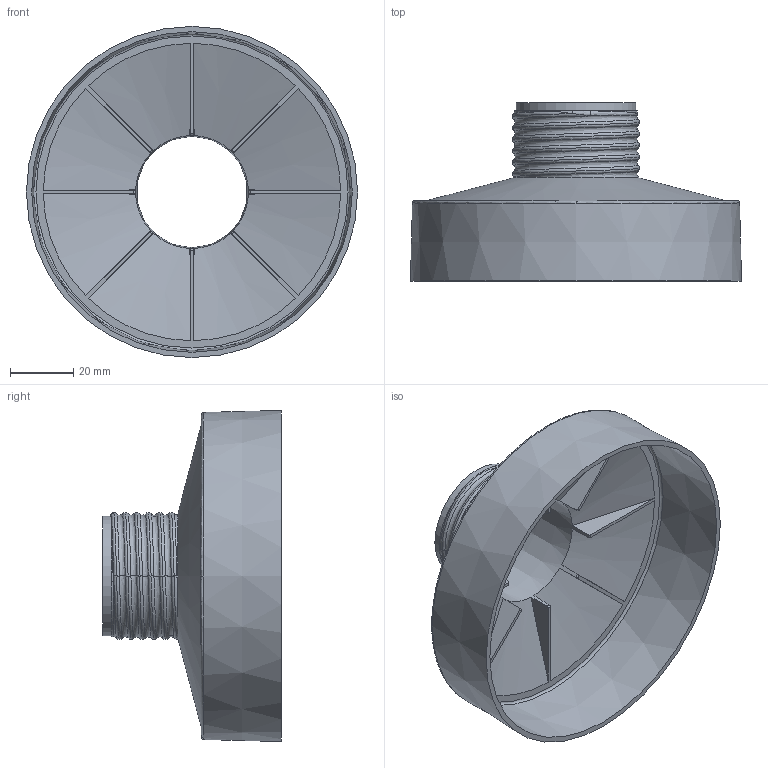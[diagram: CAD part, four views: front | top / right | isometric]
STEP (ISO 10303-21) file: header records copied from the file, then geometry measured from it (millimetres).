
FILE_DESCRIPTION(/* description */ (''),/* implementation_level */ '2;1');
FILE_NAME(/* name */ 'custom filter housing.step',/* time_stamp */ '2020-12-19T19:16:02-05:00',/* author */ (''),/* organization */ (''),/* preprocessor_version */ 'ST-DEVELOPER v18.1',/* originating_system */ 'Autodesk Translation Framework v9.7.1.1290',/* authorisation */ '');
FILE_SCHEMA (('AUTOMOTIVE_DESIGN { 1 0 10303 214 3 1 1 }'));
Length unit declared in the file: millimetre
Products named in the file (4): Custom Filter Assembly; Housing v2; KFilterPanFabThing v3; 1271-13987 - Rev01
Assembly tree (3 placements, depth 4):
  Custom Filter Assembly
    Housing v2
      KFilterPanFabThing v3
        1271-13987 - Rev01
Bounding box: 104.5 x 56.29 x 104.5 mm (x, y, z)
Volume: 29224.2 mm3; surface area: 38526.8 mm2
Topology: 1 solids, 1 shells, 99 faces, 242 edges, 147 vertices
Faces by surface type: bspline 51, plane 22, cone 12, torus 9, cylinder 5
Full cylindrical faces by diameter (mm): 35.052 x1, 37.652 x1
Entity records: 37109 total; most frequent: CARTESIAN_POINT 34970, ORIENTED_EDGE 484, DIRECTION 368, EDGE_CURVE 242, AXIS2_PLACEMENT_3D 169, VERTEX_POINT 147, EDGE_LOOP 103, FACE_OUTER_BOUND 99
